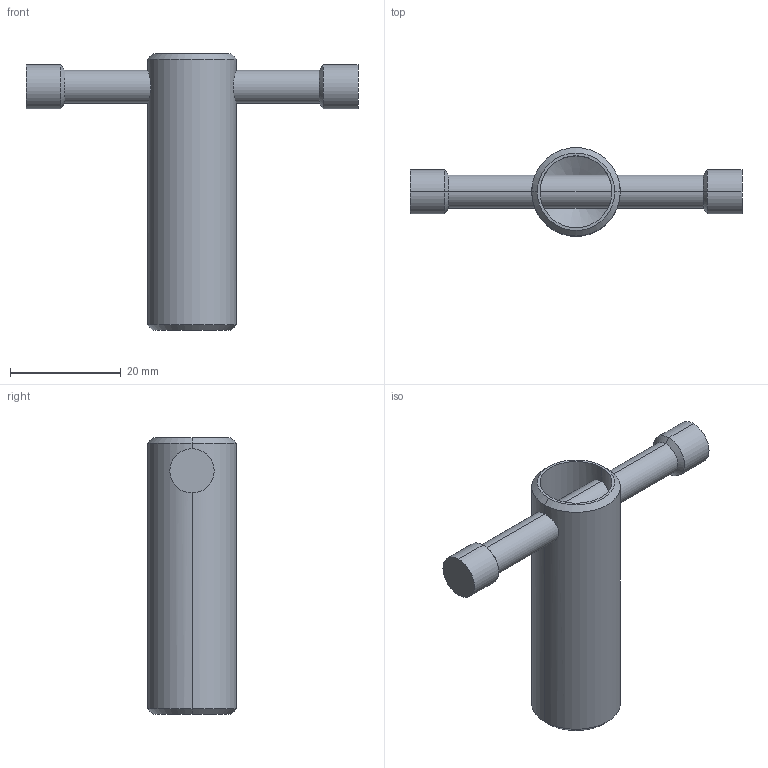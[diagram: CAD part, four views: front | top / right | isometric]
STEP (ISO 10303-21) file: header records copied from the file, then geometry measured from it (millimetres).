
FILE_DESCRIPTION(('STEP AP214'),'1');
FILE_NAME(' ',' ',('TraceParts'),('TraceParts S.A.'),'XStep 1.0',' ',' ');
FILE_SCHEMA(('automotive_design'));
Length unit declared in the file: millimetre
Products named in the file (2): 1; 2
Bounding box: 60 x 16 x 50 mm (x, y, z)
Volume: 9109.9 mm3; surface area: 5245.4 mm2
Topology: 2 solids, 2 shells, 39 faces, 90 edges, 50 vertices
Faces by surface type: cylinder 18, cone 16, plane 5
Entity records: 2351 total; most frequent: CARTESIAN_POINT 445, DIRECTION 192, STYLED_ITEM 177, PRESENTATION_STYLE_ASSIGNMENT 177, COLOUR_RGB 177, ORIENTED_EDGE 172, EDGE_CURVE 86, CURVE_STYLE 86
